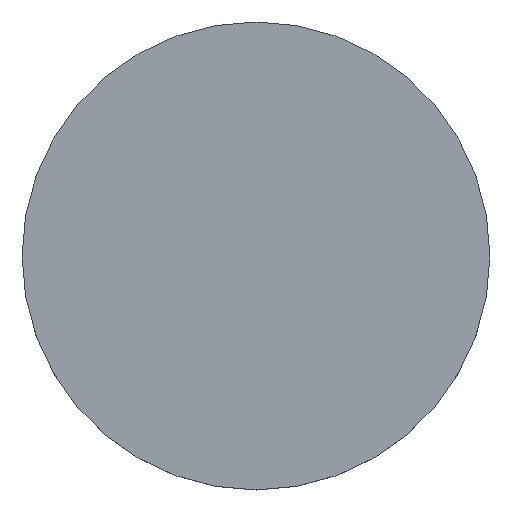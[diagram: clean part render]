
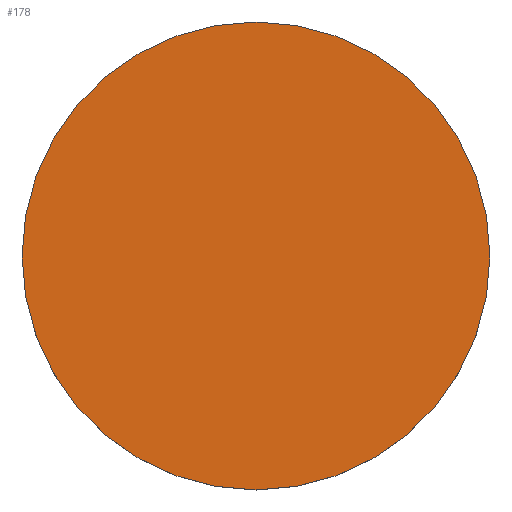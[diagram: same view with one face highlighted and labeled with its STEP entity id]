
A CAD part, top view. The second image highlights one B-rep face of the part: STEP entity #178.
In plain terms, the highlighted planar face has unit normal (0, 0, 1).
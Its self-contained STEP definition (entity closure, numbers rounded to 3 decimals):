
#24 = FACE_OUTER_BOUND ( 'NONE', #159, .T. ) ;
#25 = CARTESIAN_POINT ( 'NONE',  ( 0., 0., 6. ) ) ;
#34 = CIRCLE ( 'NONE', #225, 25.4 ) ;
#41 = DIRECTION ( 'NONE',  ( 1., 0., 0. ) ) ;
#65 = CARTESIAN_POINT ( 'NONE',  ( 0., 0., 6. ) ) ;
#78 = ORIENTED_EDGE ( 'NONE', *, *, #110, .F. ) ;
#79 = DIRECTION ( 'NONE',  ( 0., 0., 1. ) ) ;
#93 = PLANE ( 'NONE',  #211 ) ;
#98 = DIRECTION ( 'NONE',  ( 1., 0., 0. ) ) ;
#110 = EDGE_CURVE ( 'NONE', #173, #176, #221, .T. ) ;
#117 = DIRECTION ( 'NONE',  ( 0., 0., -1. ) ) ;
#147 = CARTESIAN_POINT ( 'NONE',  ( 0., 52.02, 6. ) ) ;
#151 = CARTESIAN_POINT ( 'NONE',  ( 25.4, 0., 6. ) ) ;
#157 = EDGE_CURVE ( 'NONE', #176, #173, #34, .T. ) ;
#159 = EDGE_LOOP ( 'NONE', ( #78, #186 ) ) ;
#173 = VERTEX_POINT ( 'NONE', #151 ) ;
#176 = VERTEX_POINT ( 'NONE', #219 ) ;
#178 = ADVANCED_FACE ( 'NONE', ( #24 ), #93, .T. ) ;
#186 = ORIENTED_EDGE ( 'NONE', *, *, #157, .F. ) ;
#189 = DIRECTION ( 'NONE',  ( 0., 0., -1. ) ) ;
#202 = AXIS2_PLACEMENT_3D ( 'NONE', #65, #189, #235 ) ;
#211 = AXIS2_PLACEMENT_3D ( 'NONE', #147, #79, #41 ) ;
#219 = CARTESIAN_POINT ( 'NONE',  ( -25.4, 0., 6. ) ) ;
#221 = CIRCLE ( 'NONE', #202, 25.4 ) ;
#225 = AXIS2_PLACEMENT_3D ( 'NONE', #25, #117, #98 ) ;
#235 = DIRECTION ( 'NONE',  ( 1., 0., 0. ) ) ;
